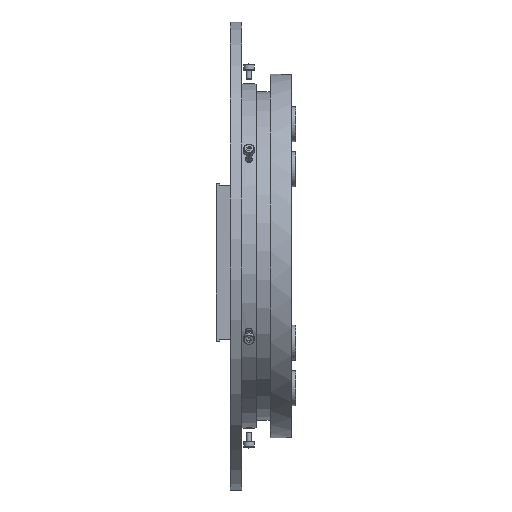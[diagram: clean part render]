
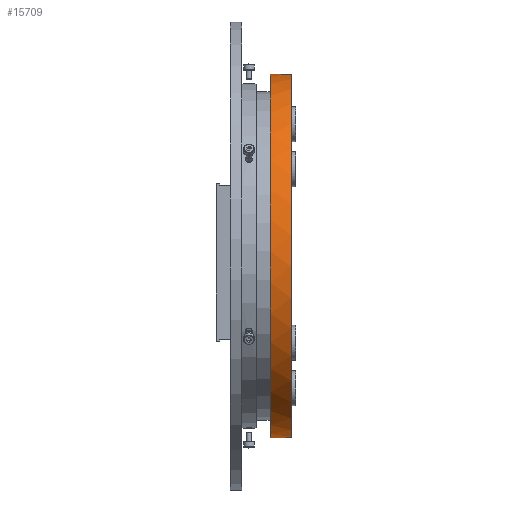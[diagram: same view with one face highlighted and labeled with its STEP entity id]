
A CAD part, left-side view. The second image highlights one B-rep face of the part: STEP entity #15709.
In plain terms, the highlighted cylindrical face has radius 77.5 mm (diameter 155 mm), a full revolution.
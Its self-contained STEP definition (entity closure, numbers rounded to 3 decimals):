
#1015=FACE_BOUND('',#4209,.T.);
#1446=CIRCLE('',#16703,77.5);
#1571=CIRCLE('',#16971,77.5);
#1574=CIRCLE('',#16977,77.5);
#2068=CYLINDRICAL_SURFACE('',#16976,77.5);
#3168=FACE_OUTER_BOUND('',#4208,.T.);
#4208=EDGE_LOOP('',(#12538,#12539,#12540,#12541));
#4209=EDGE_LOOP('',(#12542));
#5305=LINE('',#23868,#6413);
#5314=LINE('',#23884,#6422);
#6413=VECTOR('',#19319,8.);
#6422=VECTOR('',#19330,8.);
#7531=VERTEX_POINT('',#23635);
#7532=VERTEX_POINT('',#23637);
#7609=VERTEX_POINT('',#23867);
#7615=VERTEX_POINT('',#23882);
#7760=VERTEX_POINT('',#24359);
#9160=EDGE_CURVE('',#7532,#7531,#1446,.T.);
#9274=EDGE_CURVE('',#7609,#7532,#5305,.T.);
#9283=EDGE_CURVE('',#7531,#7615,#5314,.T.);
#9511=EDGE_CURVE('',#7760,#7760,#1571,.T.);
#9514=EDGE_CURVE('',#7609,#7615,#1574,.T.);
#12538=ORIENTED_EDGE('',*,*,#9283,.T.);
#12539=ORIENTED_EDGE('',*,*,#9514,.F.);
#12540=ORIENTED_EDGE('',*,*,#9274,.T.);
#12541=ORIENTED_EDGE('',*,*,#9160,.T.);
#12542=ORIENTED_EDGE('',*,*,#9511,.T.);
#15709=ADVANCED_FACE('',(#3168,#1015),#2068,.T.);
#16703=AXIS2_PLACEMENT_3D('',#23638,#19086,#19087);
#16971=AXIS2_PLACEMENT_3D('',#24360,#19848,#19849);
#16976=AXIS2_PLACEMENT_3D('',#24367,#19858,#19859);
#16977=AXIS2_PLACEMENT_3D('',#24368,#19860,#19861);
#19086=DIRECTION('center_axis',(0.,1.,0.));
#19087=DIRECTION('ref_axis',(1.,0.,0.));
#19319=DIRECTION('',(0.,1.,0.));
#19330=DIRECTION('',(0.,-1.,0.));
#19848=DIRECTION('center_axis',(0.,-1.,0.));
#19849=DIRECTION('ref_axis',(1.,0.,0.));
#19858=DIRECTION('center_axis',(0.,1.,0.));
#19859=DIRECTION('ref_axis',(1.,0.,0.));
#19860=DIRECTION('center_axis',(0.,-1.,0.));
#19861=DIRECTION('ref_axis',(1.,0.,0.));
#23635=CARTESIAN_POINT('',(77.183,8.,-7.));
#23637=CARTESIAN_POINT('',(77.183,8.,7.));
#23638=CARTESIAN_POINT('Origin',(0.,8.,0.));
#23867=CARTESIAN_POINT('',(77.183,0.,7.));
#23868=CARTESIAN_POINT('',(77.183,0.,7.));
#23882=CARTESIAN_POINT('',(77.183,0.,-7.));
#23884=CARTESIAN_POINT('',(77.183,0.,-7.));
#24359=CARTESIAN_POINT('',(77.5,9.,0.));
#24360=CARTESIAN_POINT('Origin',(0.,9.,0.));
#24367=CARTESIAN_POINT('Origin',(0.,0.,0.));
#24368=CARTESIAN_POINT('Origin',(0.,0.,0.));
